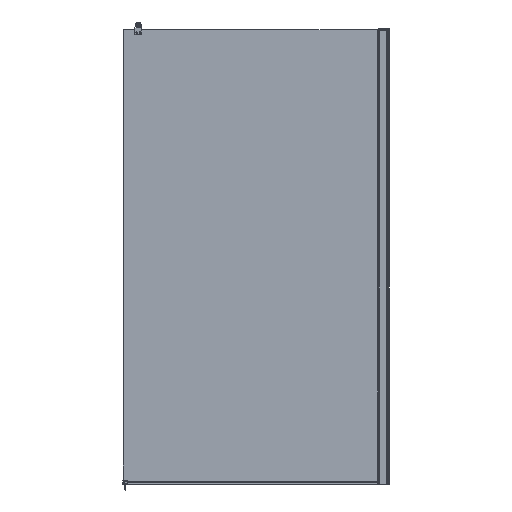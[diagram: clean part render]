
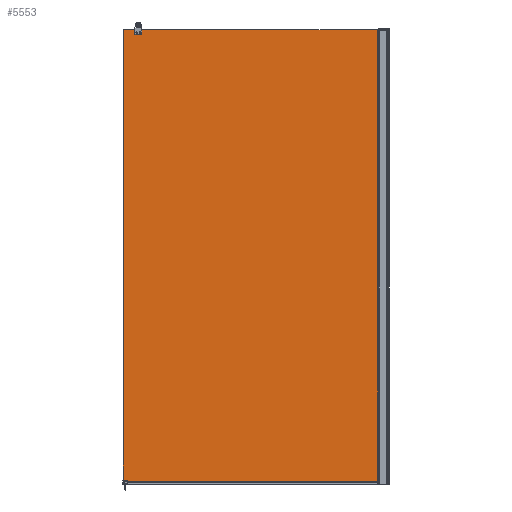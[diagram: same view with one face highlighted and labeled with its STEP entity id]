
A CAD part, left-side view. The second image highlights one B-rep face of the part: STEP entity #5553.
In plain terms, the highlighted face is planar.
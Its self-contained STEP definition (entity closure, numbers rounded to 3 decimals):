
#5438=DIRECTION('',(1.,0.,0.));
#5439=VECTOR('',#5438,1120.);
#5440=CARTESIAN_POINT('',(0.,0.,6.));
#5441=LINE('',#5440,#5439);
#5442=DIRECTION('',(0.,-1.,0.));
#5443=VECTOR('',#5442,1975.);
#5444=CARTESIAN_POINT('',(0.,1975.,6.));
#5445=LINE('',#5444,#5443);
#5446=DIRECTION('',(-1.,0.,0.));
#5447=VECTOR('',#5446,1120.);
#5448=CARTESIAN_POINT('',(1120.,1975.,6.));
#5449=LINE('',#5448,#5447);
#5450=DIRECTION('',(0.,1.,0.));
#5451=VECTOR('',#5450,1975.);
#5452=CARTESIAN_POINT('',(1120.,0.,6.));
#5453=LINE('',#5452,#5451);
#5462=CARTESIAN_POINT('',(0.,0.,6.));
#5463=CARTESIAN_POINT('',(1120.,0.,6.));
#5464=VERTEX_POINT('',#5462);
#5465=VERTEX_POINT('',#5463);
#5466=CARTESIAN_POINT('',(1120.,1975.,6.));
#5467=VERTEX_POINT('',#5466);
#5468=CARTESIAN_POINT('',(0.,1975.,6.));
#5469=VERTEX_POINT('',#5468);
#5542=CARTESIAN_POINT('',(0.,0.,6.));
#5543=DIRECTION('',(0.,0.,1.));
#5544=DIRECTION('',(1.,0.,0.));
#5545=AXIS2_PLACEMENT_3D('',#5542,#5543,#5544);
#5546=PLANE('',#5545);
#5547=ORIENTED_EDGE('',*,*,#5494,.F.);
#5548=ORIENTED_EDGE('',*,*,#5509,.F.);
#5549=ORIENTED_EDGE('',*,*,#5523,.F.);
#5550=ORIENTED_EDGE('',*,*,#5536,.F.);
#5551=EDGE_LOOP('',(#5547,#5548,#5549,#5550));
#5552=FACE_OUTER_BOUND('',#5551,.F.);
#5553=ADVANCED_FACE('',(#5552),#5546,.T.);
#5494=EDGE_CURVE('',#5464,#5465,#5441,.T.);
#5509=EDGE_CURVE('',#5469,#5464,#5445,.T.);
#5523=EDGE_CURVE('',#5467,#5469,#5449,.T.);
#5536=EDGE_CURVE('',#5465,#5467,#5453,.T.);
